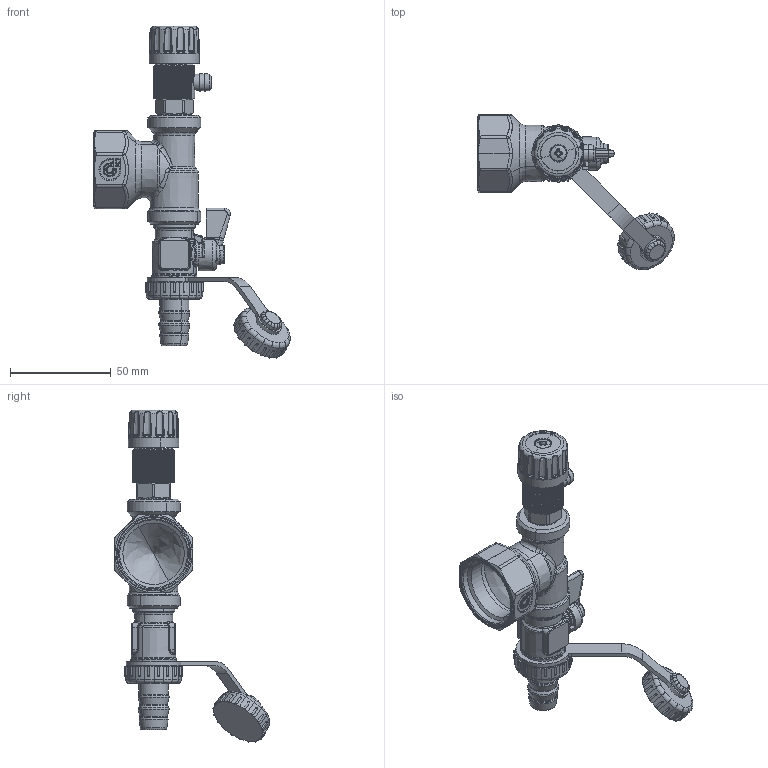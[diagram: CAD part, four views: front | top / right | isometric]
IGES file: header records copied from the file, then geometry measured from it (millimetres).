
Start section: START RECORD GO HERE.
Global section: file name: IGES_599679_-_TST.igs; native system: DASSAULT SYSTEMES CATIA Version 5-6 Release 2019 - www.3ds.com; preprocessor: V5-6R2019_5.29.3.0.06-20-2019.20.00; author: advantage; organization: CALEFFI; date: 20220408.113631; units: millimetre
Bounding box: 97.54 x 76.94 x 164.81 mm (x, y, z)
Surface area: 28847.5 mm2 (no closed solid volume)
Topology: 0 solids, 0 shells, 1645 faces, 8301 edges, 8158 vertices
Faces by surface type: revolution 899, bspline 413, plane 333
